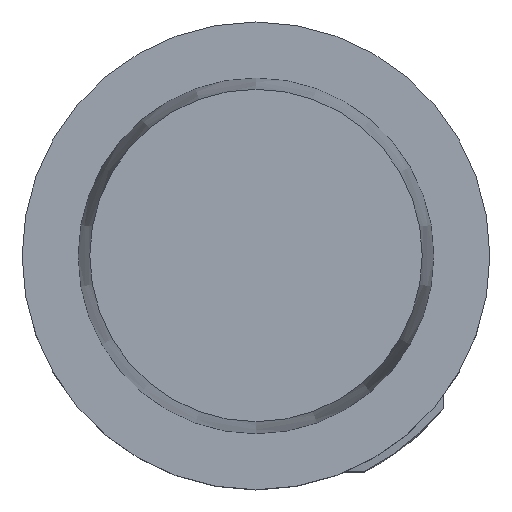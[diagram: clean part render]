
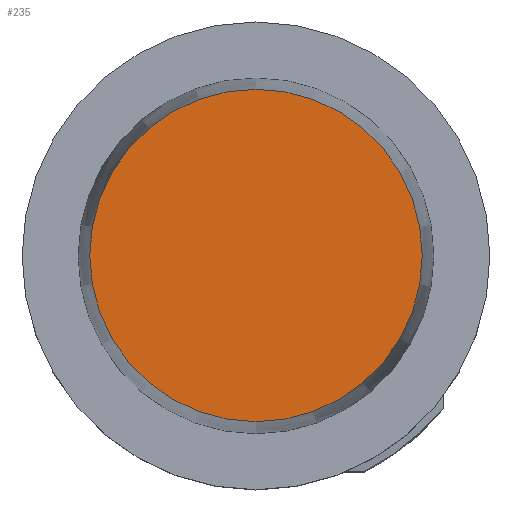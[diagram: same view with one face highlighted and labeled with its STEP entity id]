
A CAD part, top view. The second image highlights one B-rep face of the part: STEP entity #235.
In plain terms, the highlighted planar face has unit normal (0, 0, 1).
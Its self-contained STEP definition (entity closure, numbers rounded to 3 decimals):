
#167=CIRCLE('',#1210,35.511);
#235=ADVANCED_FACE('',(#330),#285,.T.);
#285=PLANE('',#1211);
#330=FACE_OUTER_BOUND('',#407,.T.);
#407=EDGE_LOOP('',(#669));
#669=ORIENTED_EDGE('',*,*,#921,.F.);
#787=VERTEX_POINT('',#1882);
#921=EDGE_CURVE('',#787,#787,#167,.T.);
#1210=AXIS2_PLACEMENT_3D('',#1881,#1500,#1501);
#1211=AXIS2_PLACEMENT_3D('',#1883,#1502,#1503);
#1500=DIRECTION('',(0.,0.,-1.));
#1501=DIRECTION('',(0.,-1.,0.));
#1502=DIRECTION('',(0.,0.,1.));
#1503=DIRECTION('',(0.,1.,0.));
#1881=CARTESIAN_POINT('',(0.,0.,
49.9));
#1882=CARTESIAN_POINT('',(0.,-35.511,49.9));
#1883=CARTESIAN_POINT('',(0.,35.511,49.9));
